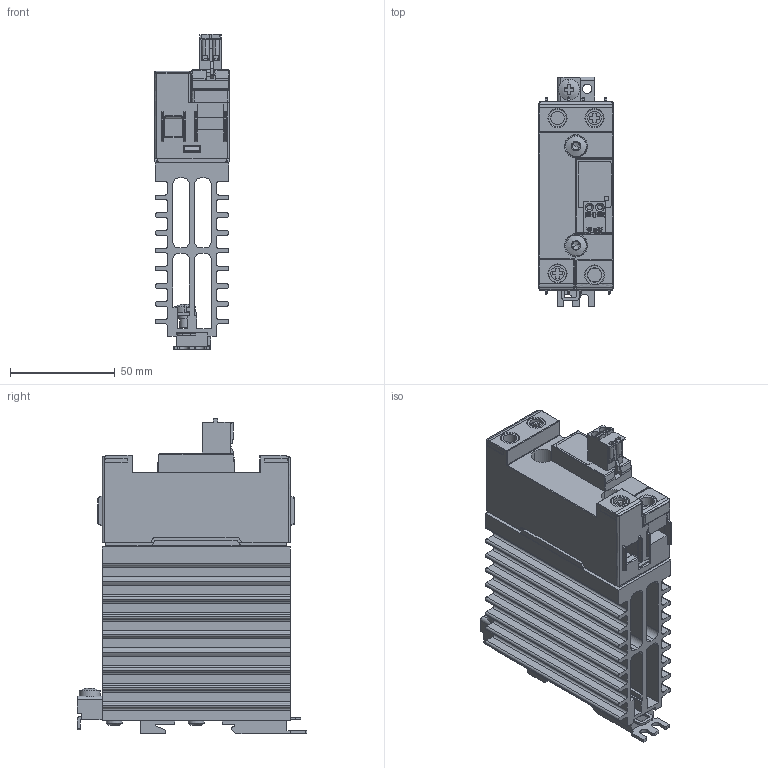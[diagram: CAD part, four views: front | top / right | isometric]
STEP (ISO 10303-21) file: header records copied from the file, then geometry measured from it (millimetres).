
FILE_DESCRIPTION((''),'2;1');
FILE_NAME('CGI0840-01.stp','2012-08-17T07:23:10',(''),(''),'Mechanical Desktop 2009','Mechanical Desktop 2009',', , ');
FILE_SCHEMA(('CONFIG_CONTROL_DESIGN'));
Length unit declared in the file: millimetre
Products named in the file (2): Product; CGI0840-01
Assembly tree (1 placements, depth 2):
  Product
    CGI0840-01
Bounding box: 35.6 x 110 x 151.18 mm (x, y, z)
Volume: 231511.1 mm3; surface area: 89312.9 mm2
Topology: 11 solids, 11 shells, 1429 faces, 3805 edges, 2412 vertices
Faces by surface type: bspline 581, plane 478, cylinder 320, cone 27, torus 13, sphere 10
Entity records: 49500 total; most frequent: CARTESIAN_POINT 15161, ORIENTED_EDGE 7570, DIRECTION 6479, EDGE_CURVE 3785, VECTOR 2537, LINE 2537, VERTEX_POINT 2416, AXIS2_PLACEMENT_3D 1971
